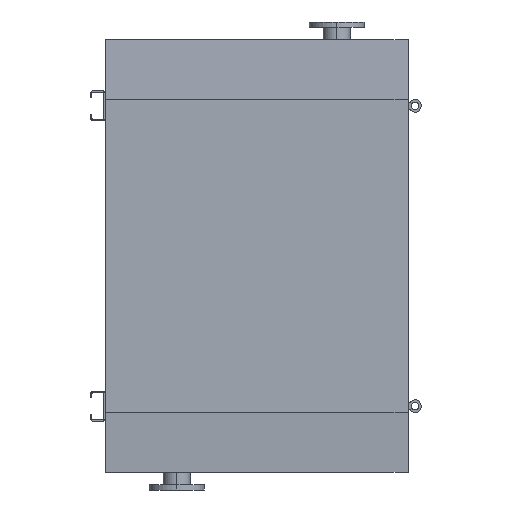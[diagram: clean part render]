
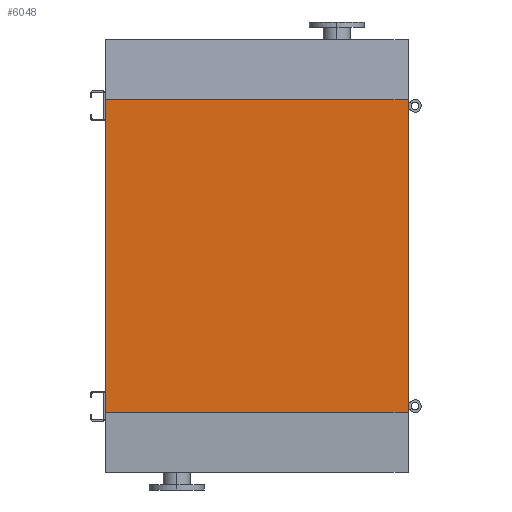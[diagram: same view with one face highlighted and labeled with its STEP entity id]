
A CAD part, front view. The second image highlights one B-rep face of the part: STEP entity #6048.
In plain terms, the highlighted planar face has unit normal (0, -1, 0).
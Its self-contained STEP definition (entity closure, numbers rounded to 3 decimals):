
#145 = VERTEX_POINT ( 'NONE', #3810 ) ;
#555 = VECTOR ( 'NONE', #3438, 1000. ) ;
#563 = VERTEX_POINT ( 'NONE', #6803 ) ;
#618 = CARTESIAN_POINT ( 'NONE',  ( 605., 0., -1250. ) ) ;
#1482 = PLANE ( 'NONE',  #2535 ) ;
#1833 = CARTESIAN_POINT ( 'NONE',  ( -605., 0., -1250. ) ) ;
#2276 = VECTOR ( 'NONE', #3693, 1000. ) ;
#2287 = EDGE_CURVE ( 'NONE', #145, #563, #6481, .T. ) ;
#2535 = AXIS2_PLACEMENT_3D ( 'NONE', #5434, #3706, #3225 ) ;
#2628 = ORIENTED_EDGE ( 'NONE', *, *, #2858, .T. ) ;
#2858 = EDGE_CURVE ( 'NONE', #3762, #3627, #6856, .T. ) ;
#3225 = DIRECTION ( 'NONE',  ( 0., 0., -1. ) ) ;
#3438 = DIRECTION ( 'NONE',  ( 0., 0., 1. ) ) ;
#3479 = VECTOR ( 'NONE', #6515, 1000. ) ;
#3511 = LINE ( 'NONE', #5753, #555 ) ;
#3627 = VERTEX_POINT ( 'NONE', #618 ) ;
#3634 = EDGE_LOOP ( 'NONE', ( #6405, #5663, #2628, #4440 ) ) ;
#3693 = DIRECTION ( 'NONE',  ( 1., 0., 0. ) ) ;
#3706 = DIRECTION ( 'NONE',  ( 0., -1., 0. ) ) ;
#3762 = VERTEX_POINT ( 'NONE', #7053 ) ;
#3810 = CARTESIAN_POINT ( 'NONE',  ( -605., 0., 0. ) ) ;
#4064 = DIRECTION ( 'NONE',  ( 1., 0., 0. ) ) ;
#4278 = CARTESIAN_POINT ( 'NONE',  ( 605., 0., -1250. ) ) ;
#4288 = CARTESIAN_POINT ( 'NONE',  ( -605., 0., 0. ) ) ;
#4440 = ORIENTED_EDGE ( 'NONE', *, *, #6412, .T. ) ;
#4766 = EDGE_CURVE ( 'NONE', #3762, #145, #3511, .T. ) ;
#5216 = VECTOR ( 'NONE', #4064, 1000. ) ;
#5434 = CARTESIAN_POINT ( 'NONE',  ( -605., 0., -1250. ) ) ;
#5663 = ORIENTED_EDGE ( 'NONE', *, *, #4766, .F. ) ;
#5753 = CARTESIAN_POINT ( 'NONE',  ( -605., 0., -1250. ) ) ;
#5877 = FACE_OUTER_BOUND ( 'NONE', #3634, .T. ) ;
#6048 = ADVANCED_FACE ( 'NONE', ( #5877 ), #1482, .T. ) ;
#6405 = ORIENTED_EDGE ( 'NONE', *, *, #2287, .F. ) ;
#6412 = EDGE_CURVE ( 'NONE', #3627, #563, #7172, .T. ) ;
#6481 = LINE ( 'NONE', #4288, #2276 ) ;
#6515 = DIRECTION ( 'NONE',  ( 0., 0., 1. ) ) ;
#6803 = CARTESIAN_POINT ( 'NONE',  ( 605., 0., 0. ) ) ;
#6856 = LINE ( 'NONE', #1833, #5216 ) ;
#7053 = CARTESIAN_POINT ( 'NONE',  ( -605., 0., -1250. ) ) ;
#7172 = LINE ( 'NONE', #4278, #3479 ) ;
